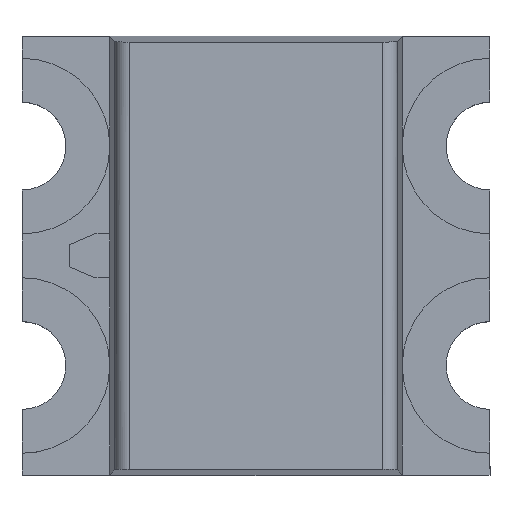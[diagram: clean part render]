
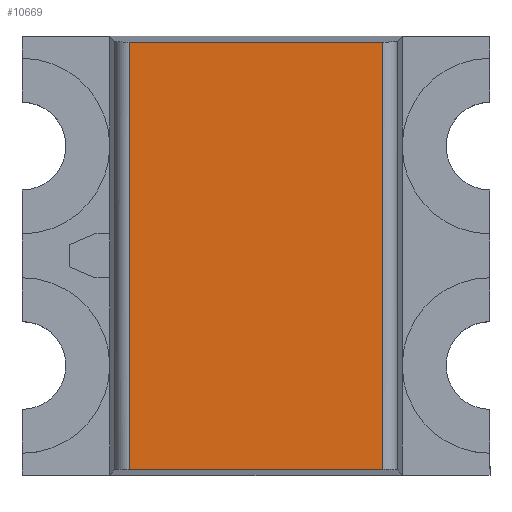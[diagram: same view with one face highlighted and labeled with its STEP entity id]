
A CAD part, top view. The second image highlights one B-rep face of the part: STEP entity #10669.
In plain terms, the highlighted planar face has unit normal (0, 0, 1).
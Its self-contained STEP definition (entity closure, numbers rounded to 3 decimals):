
#136 = AXIS2_PLACEMENT_3D ( 'NONE', #4723, #6678, #1274 ) ;
#498 = CARTESIAN_POINT ( 'NONE',  ( 0.433, 0.73, 0.58 ) ) ;
#775 = ORIENTED_EDGE ( 'NONE', *, *, #2583, .T. ) ;
#811 = VECTOR ( 'NONE', #10098, 1000. ) ;
#917 = CARTESIAN_POINT ( 'NONE',  ( 0., -0.73, 0.58 ) ) ;
#1135 = CARTESIAN_POINT ( 'NONE',  ( -0.433, 0.73, 0.58 ) ) ;
#1263 = CARTESIAN_POINT ( 'NONE',  ( -0.433, -0.73, 0.58 ) ) ;
#1274 = DIRECTION ( 'NONE',  ( 0., -1., 0. ) ) ;
#2129 = LINE ( 'NONE', #917, #11497 ) ;
#2546 = VERTEX_POINT ( 'NONE', #1135 ) ;
#2583 = EDGE_CURVE ( 'NONE', #6656, #8328, #2129, .T. ) ;
#2926 = EDGE_LOOP ( 'NONE', ( #775, #4226, #8889, #8464 ) ) ;
#3437 = FACE_OUTER_BOUND ( 'NONE', #2926, .T. ) ;
#3725 = PLANE ( 'NONE',  #136 ) ;
#4217 = DIRECTION ( 'NONE',  ( 1., 0., 0. ) ) ;
#4226 = ORIENTED_EDGE ( 'NONE', *, *, #11365, .T. ) ;
#4311 = VECTOR ( 'NONE', #14051, 1000. ) ;
#4723 = CARTESIAN_POINT ( 'NONE',  ( 0., 0., 0.58 ) ) ;
#5676 = EDGE_CURVE ( 'NONE', #11435, #2546, #11043, .T. ) ;
#6479 = LINE ( 'NONE', #7278, #4311 ) ;
#6656 = VERTEX_POINT ( 'NONE', #1263 ) ;
#6678 = DIRECTION ( 'NONE',  ( 0., 0., -1. ) ) ;
#7278 = CARTESIAN_POINT ( 'NONE',  ( 0.433, 0., 0.58 ) ) ;
#7831 = LINE ( 'NONE', #8137, #11228 ) ;
#8137 = CARTESIAN_POINT ( 'NONE',  ( -0.433, 0., 0.58 ) ) ;
#8328 = VERTEX_POINT ( 'NONE', #8577 ) ;
#8464 = ORIENTED_EDGE ( 'NONE', *, *, #12615, .T. ) ;
#8577 = CARTESIAN_POINT ( 'NONE',  ( 0.433, -0.73, 0.58 ) ) ;
#8889 = ORIENTED_EDGE ( 'NONE', *, *, #5676, .T. ) ;
#10098 = DIRECTION ( 'NONE',  ( -1., 0., 0. ) ) ;
#10159 = CARTESIAN_POINT ( 'NONE',  ( 0., 0.73, 0.58 ) ) ;
#10189 = DIRECTION ( 'NONE',  ( 0., -1., 0. ) ) ;
#10669 = ADVANCED_FACE ( 'NONE', ( #3437 ), #3725, .F. ) ;
#11043 = LINE ( 'NONE', #10159, #811 ) ;
#11228 = VECTOR ( 'NONE', #10189, 1000. ) ;
#11365 = EDGE_CURVE ( 'NONE', #8328, #11435, #6479, .T. ) ;
#11435 = VERTEX_POINT ( 'NONE', #498 ) ;
#11497 = VECTOR ( 'NONE', #4217, 1000. ) ;
#12615 = EDGE_CURVE ( 'NONE', #2546, #6656, #7831, .T. ) ;
#14051 = DIRECTION ( 'NONE',  ( 0., 1., 0. ) ) ;
